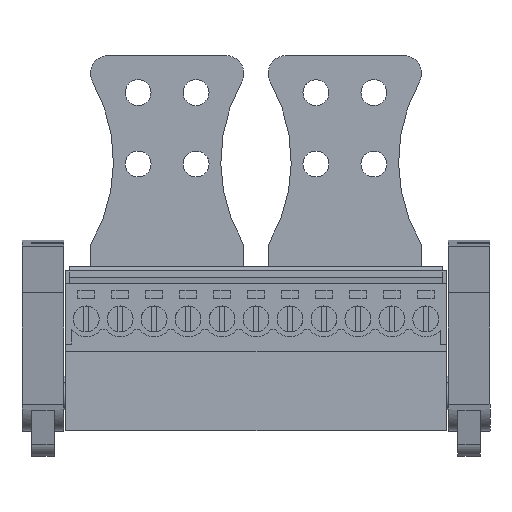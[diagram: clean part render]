
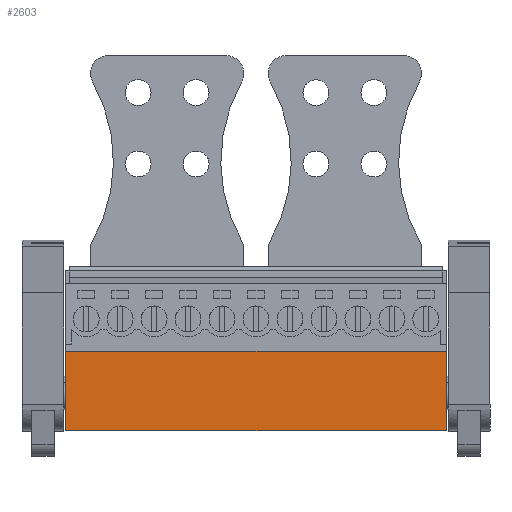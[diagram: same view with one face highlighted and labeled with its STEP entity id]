
A CAD part, front view. The second image highlights one B-rep face of the part: STEP entity #2603.
In plain terms, the highlighted planar face has unit normal (0, -1, 0).
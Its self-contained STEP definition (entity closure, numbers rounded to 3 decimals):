
#2583=AXIS2_PLACEMENT_3D('Plane Axis2P3D',#2580,#2581,#2582) ;
#140=CARTESIAN_POINT('Vertex',(47.6,5.036,11.796)) ;
#143=CARTESIAN_POINT('Line Origine',(47.6,5.036,7.321)) ;
#147=CARTESIAN_POINT('Vertex',(47.6,5.036,2.846)) ;
#2564=CARTESIAN_POINT('Vertex',(4.9,5.036,11.796)) ;
#2567=CARTESIAN_POINT('Line Origine',(26.25,5.036,11.796)) ;
#2580=CARTESIAN_POINT('Axis2P3D Location',(20.93,5.036,11.796)) ;
#2585=CARTESIAN_POINT('Line Origine',(4.9,5.036,7.321)) ;
#2589=CARTESIAN_POINT('Vertex',(4.9,5.036,2.846)) ;
#2592=CARTESIAN_POINT('Line Origine',(26.25,5.036,2.846)) ;
#144=DIRECTION('Vector Direction',(0.,0.,-1.)) ;
#2568=DIRECTION('Vector Direction',(-1.,0.,0.)) ;
#2581=DIRECTION('Axis2P3D Direction',(0.,1.,0.)) ;
#2582=DIRECTION('Axis2P3D XDirection',(-0.,0.,-1.)) ;
#2586=DIRECTION('Vector Direction',(0.,0.,-1.)) ;
#2593=DIRECTION('Vector Direction',(-1.,0.,0.)) ;
#145=VECTOR('Line Direction',#144,1.) ;
#2569=VECTOR('Line Direction',#2568,1.) ;
#2587=VECTOR('Line Direction',#2586,1.) ;
#2594=VECTOR('Line Direction',#2593,1.) ;
#2598=ORIENTED_EDGE('',*,*,#149,.F.) ;
#2599=ORIENTED_EDGE('',*,*,#2571,.T.) ;
#2600=ORIENTED_EDGE('',*,*,#2591,.T.) ;
#2601=ORIENTED_EDGE('',*,*,#2596,.F.) ;
#2603=ADVANCED_FACE('HOUSING',(#2602),#2584,.F.) ;
#149=EDGE_CURVE('',#141,#148,#146,.T.) ;
#2571=EDGE_CURVE('',#141,#2565,#2570,.T.) ;
#2591=EDGE_CURVE('',#2565,#2590,#2588,.T.) ;
#2596=EDGE_CURVE('',#148,#2590,#2595,.T.) ;
#2597=EDGE_LOOP('',(#2598,#2599,#2600,#2601)) ;
#2602=FACE_OUTER_BOUND('',#2597,.T.) ;
#146=LINE('Line',#143,#145) ;
#2570=LINE('Line',#2567,#2569) ;
#2588=LINE('Line',#2585,#2587) ;
#2595=LINE('Line',#2592,#2594) ;
#2584=PLANE('',#2583) ;
#141=VERTEX_POINT('',#140) ;
#148=VERTEX_POINT('',#147) ;
#2565=VERTEX_POINT('',#2564) ;
#2590=VERTEX_POINT('',#2589) ;
